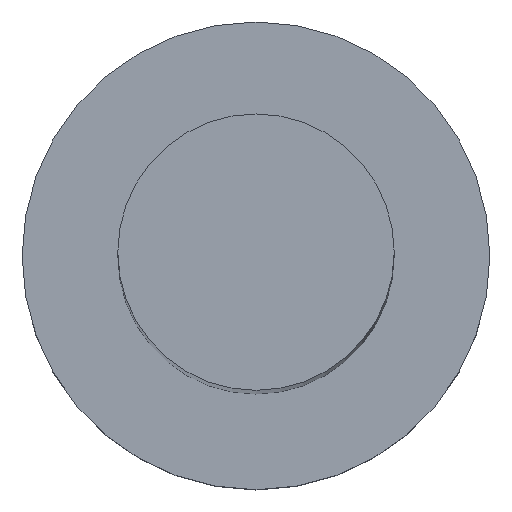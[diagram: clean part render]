
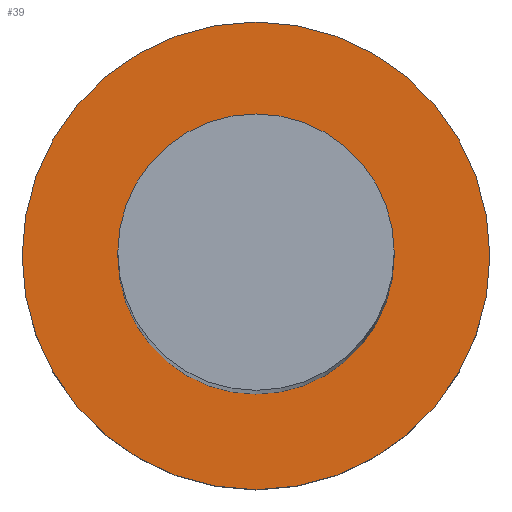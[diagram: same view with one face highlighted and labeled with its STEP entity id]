
A CAD part, top view. The second image highlights one B-rep face of the part: STEP entity #39.
In plain terms, the highlighted planar face has unit normal (0, 0, 1).
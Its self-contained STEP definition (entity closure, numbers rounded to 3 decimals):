
#2 = VERTEX_POINT ( 'NONE', #152 ) ;
#11 = DIRECTION ( 'NONE',  ( 0., 0., 1. ) ) ;
#15 = CARTESIAN_POINT ( 'NONE',  ( 0., 0., 7. ) ) ;
#22 = AXIS2_PLACEMENT_3D ( 'NONE', #157, #243, #146 ) ;
#23 = ORIENTED_EDGE ( 'NONE', *, *, #217, .F. ) ;
#24 = VERTEX_POINT ( 'NONE', #28 ) ;
#26 = AXIS2_PLACEMENT_3D ( 'NONE', #145, #223, #232 ) ;
#28 = CARTESIAN_POINT ( 'NONE',  ( -11., 0., 7. ) ) ;
#37 = AXIS2_PLACEMENT_3D ( 'NONE', #187, #117, #169 ) ;
#39 = ADVANCED_FACE ( 'NONE', ( #65, #250 ), #148, .T. ) ;
#42 = CARTESIAN_POINT ( 'NONE',  ( 6.5, 0., 7. ) ) ;
#57 = ORIENTED_EDGE ( 'NONE', *, *, #123, .F. ) ;
#65 = FACE_BOUND ( 'NONE', #90, .T. ) ;
#71 = CARTESIAN_POINT ( 'NONE',  ( 0., 0., 7. ) ) ;
#90 = EDGE_LOOP ( 'NONE', ( #23, #57 ) ) ;
#94 = EDGE_CURVE ( 'NONE', #24, #253, #225, .T. ) ;
#117 = DIRECTION ( 'NONE',  ( 0., 0., 1. ) ) ;
#123 = EDGE_CURVE ( 'NONE', #182, #2, #132, .T. ) ;
#125 = DIRECTION ( 'NONE',  ( 0., 0., 1. ) ) ;
#128 = DIRECTION ( 'NONE',  ( 1., 0., 0. ) ) ;
#132 = CIRCLE ( 'NONE', #22, 6.5 ) ;
#134 = CIRCLE ( 'NONE', #26, 6.5 ) ;
#145 = CARTESIAN_POINT ( 'NONE',  ( 0., 0., 7. ) ) ;
#146 = DIRECTION ( 'NONE',  ( 1., 0., 0. ) ) ;
#147 = CIRCLE ( 'NONE', #37, 11. ) ;
#148 = PLANE ( 'NONE',  #203 ) ;
#152 = CARTESIAN_POINT ( 'NONE',  ( -6.5, 0., 7. ) ) ;
#157 = CARTESIAN_POINT ( 'NONE',  ( 0., 0., 7. ) ) ;
#158 = EDGE_CURVE ( 'NONE', #253, #24, #147, .T. ) ;
#169 = DIRECTION ( 'NONE',  ( 1., 0., 0. ) ) ;
#180 = ORIENTED_EDGE ( 'NONE', *, *, #158, .T. ) ;
#182 = VERTEX_POINT ( 'NONE', #42 ) ;
#185 = AXIS2_PLACEMENT_3D ( 'NONE', #71, #11, #128 ) ;
#187 = CARTESIAN_POINT ( 'NONE',  ( 0., 0., 7. ) ) ;
#203 = AXIS2_PLACEMENT_3D ( 'NONE', #15, #125, #226 ) ;
#217 = EDGE_CURVE ( 'NONE', #2, #182, #134, .T. ) ;
#218 = EDGE_LOOP ( 'NONE', ( #239, #180 ) ) ;
#223 = DIRECTION ( 'NONE',  ( 0., 0., 1. ) ) ;
#225 = CIRCLE ( 'NONE', #185, 11. ) ;
#226 = DIRECTION ( 'NONE',  ( 1., 0., 0. ) ) ;
#227 = CARTESIAN_POINT ( 'NONE',  ( 11., 0., 7. ) ) ;
#232 = DIRECTION ( 'NONE',  ( 1., 0., 0. ) ) ;
#239 = ORIENTED_EDGE ( 'NONE', *, *, #94, .T. ) ;
#243 = DIRECTION ( 'NONE',  ( 0., 0., 1. ) ) ;
#250 = FACE_OUTER_BOUND ( 'NONE', #218, .T. ) ;
#253 = VERTEX_POINT ( 'NONE', #227 ) ;
